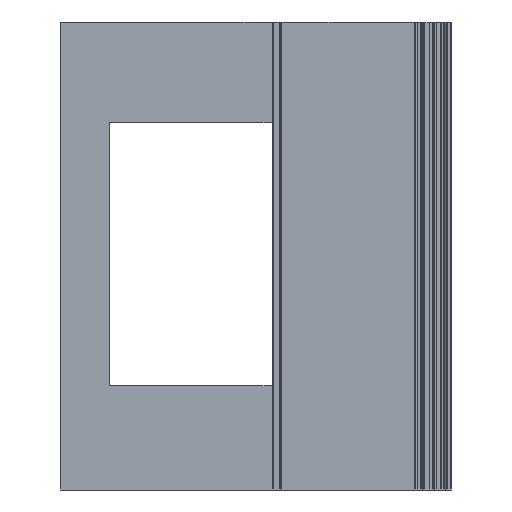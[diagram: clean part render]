
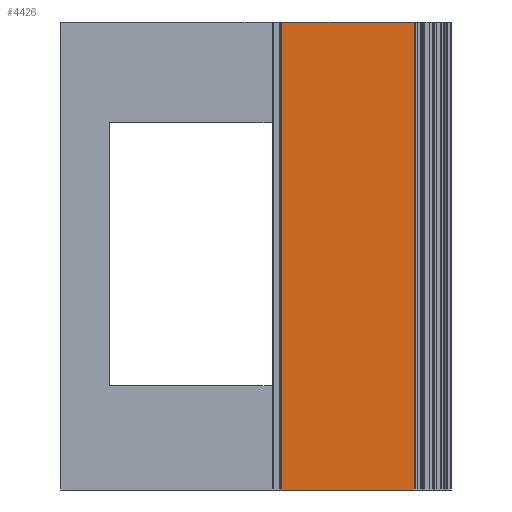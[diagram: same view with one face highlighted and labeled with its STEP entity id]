
A CAD part, front view. The second image highlights one B-rep face of the part: STEP entity #4426.
In plain terms, the highlighted planar face has unit normal (0, -1, 0).
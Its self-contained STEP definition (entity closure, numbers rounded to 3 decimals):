
#2294=CARTESIAN_POINT('',(231.494,-230.696,570.05));
#2295=VERTEX_POINT('',#2294);
#2303=CARTESIAN_POINT('',(259.767,-230.701,570.05));
#2304=VERTEX_POINT('',#2303);
#2305=CARTESIAN_POINT('',(231.494,-230.696,570.05));
#2306=DIRECTION('',(1.,0.,0.));
#2307=VECTOR('',#2306,28.273);
#2308=LINE('',#2305,#2307);
#2309=EDGE_CURVE('',#2295,#2304,#2308,.T.);
#3573=CARTESIAN_POINT('',(259.767,-230.701,470.05));
#3574=VERTEX_POINT('',#3573);
#3582=CARTESIAN_POINT('',(231.494,-230.696,470.05));
#3583=VERTEX_POINT('',#3582);
#3584=CARTESIAN_POINT('',(231.494,-230.696,470.05));
#3585=DIRECTION('',(1.,0.,0.));
#3586=VECTOR('',#3585,28.273);
#3587=LINE('',#3584,#3586);
#3588=EDGE_CURVE('',#3583,#3574,#3587,.T.);
#4399=CARTESIAN_POINT('',(231.494,-230.696,570.05));
#4400=DIRECTION('',(-0.,-0.,-1.));
#4401=VECTOR('',#4400,100.);
#4402=LINE('',#4399,#4401);
#4403=EDGE_CURVE('',#2295,#3583,#4402,.T.);
#4410=CARTESIAN_POINT('',(231.494,-230.696,470.05));
#4411=DIRECTION('',(0.,1.,-0.));
#4412=DIRECTION('',(-1.,0.,-0.));
#4413=AXIS2_PLACEMENT_3D('',#4410,#4411,#4412);
#4414=PLANE('',#4413);
#4415=ORIENTED_EDGE('',*,*,#2309,.F.);
#4416=ORIENTED_EDGE('',*,*,#4403,.T.);
#4417=ORIENTED_EDGE('',*,*,#3588,.T.);
#4418=CARTESIAN_POINT('',(259.767,-230.701,570.05));
#4419=DIRECTION('',(-0.,-0.,-1.));
#4420=VECTOR('',#4419,100.);
#4421=LINE('',#4418,#4420);
#4422=EDGE_CURVE('',#2304,#3574,#4421,.T.);
#4423=ORIENTED_EDGE('',*,*,#4422,.F.);
#4424=EDGE_LOOP('',(#4415,#4416,#4417,#4423));
#4425=FACE_BOUND('',#4424,.T.);
#4426=ADVANCED_FACE('',(#4425),#4414,.F.);
